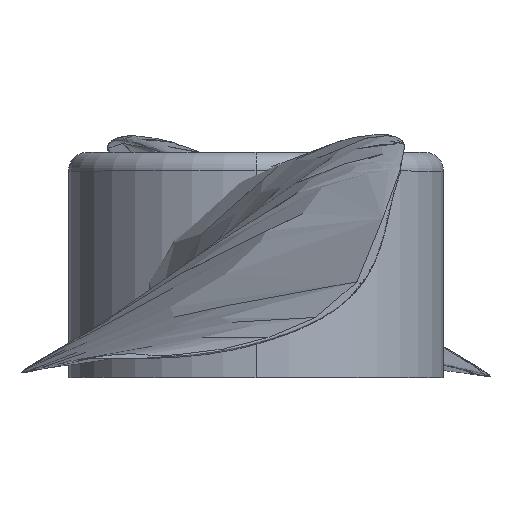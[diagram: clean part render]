
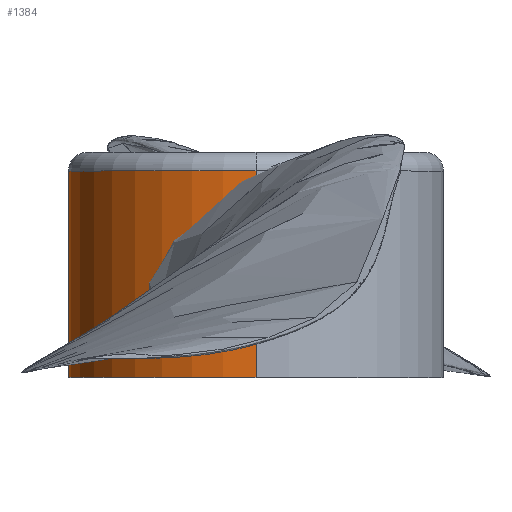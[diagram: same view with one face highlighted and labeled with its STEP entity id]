
A CAD part, top view. The second image highlights one B-rep face of the part: STEP entity #1384.
In plain terms, the highlighted cylindrical face has radius 10 mm (diameter 20 mm), a partial arc.
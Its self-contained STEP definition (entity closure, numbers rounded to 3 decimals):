
#7 = EDGE_LOOP ( 'NONE', ( #1123, #948, #1380, #1285 ) ) ;
#102 = FACE_OUTER_BOUND ( 'NONE', #7, .T. ) ;
#160 = CIRCLE ( 'NONE', #458, 10. ) ;
#320 = DIRECTION ( 'NONE',  ( 0., 0., 1. ) ) ;
#333 = CARTESIAN_POINT ( 'NONE',  ( 0., -6., 10. ) ) ;
#458 = AXIS2_PLACEMENT_3D ( 'NONE', #1077, #1711, #1434 ) ;
#608 = AXIS2_PLACEMENT_3D ( 'NONE', #1289, #1988, #1815 ) ;
#621 = CARTESIAN_POINT ( 'NONE',  ( 0., -6., -10. ) ) ;
#658 = EDGE_CURVE ( 'NONE', #1799, #1358, #719, .T. ) ;
#719 = LINE ( 'NONE', #884, #2149 ) ;
#723 = VERTEX_POINT ( 'NONE', #1575 ) ;
#810 = LINE ( 'NONE', #621, #1054 ) ;
#820 = VERTEX_POINT ( 'NONE', #1212 ) ;
#821 = DIRECTION ( 'NONE',  ( 0., 1., 0. ) ) ;
#869 = CIRCLE ( 'NONE', #608, 10. ) ;
#884 = CARTESIAN_POINT ( 'NONE',  ( 0., -6., 10. ) ) ;
#948 = ORIENTED_EDGE ( 'NONE', *, *, #1000, .T. ) ;
#1000 = EDGE_CURVE ( 'NONE', #723, #1799, #160, .T. ) ;
#1054 = VECTOR ( 'NONE', #821, 1000. ) ;
#1077 = CARTESIAN_POINT ( 'NONE',  ( 0., -6., 0. ) ) ;
#1123 = ORIENTED_EDGE ( 'NONE', *, *, #1411, .F. ) ;
#1208 = CARTESIAN_POINT ( 'NONE',  ( 0., -6., 0. ) ) ;
#1212 = CARTESIAN_POINT ( 'NONE',  ( 0., 5., -10. ) ) ;
#1285 = ORIENTED_EDGE ( 'NONE', *, *, #2195, .T. ) ;
#1289 = CARTESIAN_POINT ( 'NONE',  ( 0., 5., 0. ) ) ;
#1358 = VERTEX_POINT ( 'NONE', #2226 ) ;
#1380 = ORIENTED_EDGE ( 'NONE', *, *, #658, .T. ) ;
#1384 = ADVANCED_FACE ( 'NONE', ( #102 ), #1541, .T. ) ;
#1411 = EDGE_CURVE ( 'NONE', #723, #820, #810, .T. ) ;
#1429 = DIRECTION ( 'NONE',  ( 0., 1., 0. ) ) ;
#1434 = DIRECTION ( 'NONE',  ( 0., 0., 1. ) ) ;
#1541 = CYLINDRICAL_SURFACE ( 'NONE', #1930, 10. ) ;
#1575 = CARTESIAN_POINT ( 'NONE',  ( 0., -6., -10. ) ) ;
#1711 = DIRECTION ( 'NONE',  ( 0., 1., 0. ) ) ;
#1799 = VERTEX_POINT ( 'NONE', #333 ) ;
#1815 = DIRECTION ( 'NONE',  ( 0., 0., 1. ) ) ;
#1907 = DIRECTION ( 'NONE',  ( 0., 1., 0. ) ) ;
#1930 = AXIS2_PLACEMENT_3D ( 'NONE', #1208, #1907, #320 ) ;
#1988 = DIRECTION ( 'NONE',  ( 0., -1., 0. ) ) ;
#2149 = VECTOR ( 'NONE', #1429, 1000. ) ;
#2195 = EDGE_CURVE ( 'NONE', #1358, #820, #869, .T. ) ;
#2226 = CARTESIAN_POINT ( 'NONE',  ( 0., 5., 10. ) ) ;
